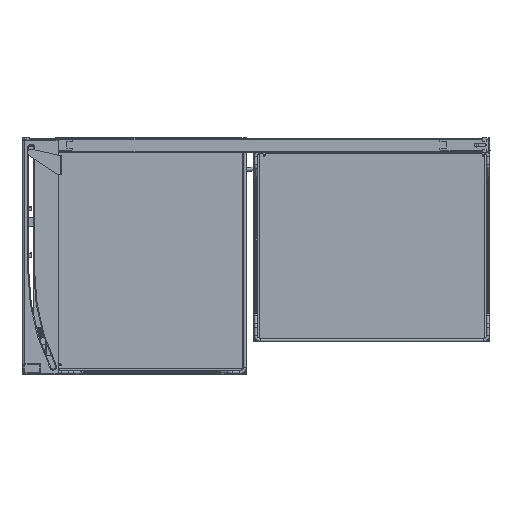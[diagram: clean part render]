
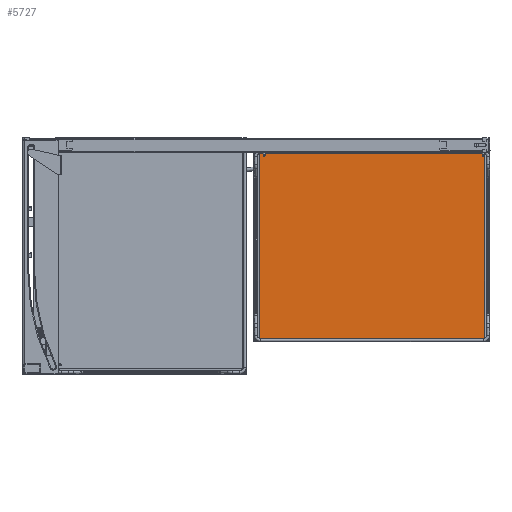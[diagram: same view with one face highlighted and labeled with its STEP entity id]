
A CAD part, top view. The second image highlights one B-rep face of the part: STEP entity #5727.
In plain terms, the highlighted planar face has unit normal (0, 0, 1).
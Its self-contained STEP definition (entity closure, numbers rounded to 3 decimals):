
#5727=ADVANCED_FACE('',(#10699),#10700,.T.);
#10699=FACE_OUTER_BOUND('',#17179,.T.);
#10700=PLANE('',#17180);
#17179=EDGE_LOOP('',(#34462,#34463,#34464,#34465));
#17180=AXIS2_PLACEMENT_3D('',#34466,#34467,#34468);
#34462=ORIENTED_EDGE('',*,*,#41936,.T.);
#34463=ORIENTED_EDGE('',*,*,#41933,.T.);
#34464=ORIENTED_EDGE('',*,*,#41937,.T.);
#34465=ORIENTED_EDGE('',*,*,#41938,.T.);
#34466=CARTESIAN_POINT('',(-1418.5,20.5,126.435));
#34467=DIRECTION('',(0.,0.,1.0));
#34468=DIRECTION('',(0.,1.0,0.));
#41933=EDGE_CURVE('',#51008,#51005,#51009,.T.);
#41936=EDGE_CURVE('',#51013,#51008,#51014,.T.);
#41937=EDGE_CURVE('',#51005,#51015,#51016,.T.);
#41938=EDGE_CURVE('',#51015,#51013,#51017,.T.);
#51005=VERTEX_POINT('',#65585);
#51008=VERTEX_POINT('',#65589);
#51009=LINE('',#65590,#65591);
#51013=VERTEX_POINT('',#65597);
#51014=LINE('',#65598,#65599);
#51015=VERTEX_POINT('',#65600);
#51016=LINE('',#65601,#65602);
#51017=LINE('',#65603,#65604);
#65585=CARTESIAN_POINT('',(-1178.5,214.,126.435));
#65589=CARTESIAN_POINT('',(-1178.5,-173.,126.435));
#65590=CARTESIAN_POINT('',(-1178.5,20.5,126.435));
#65591=VECTOR('',#74839,1.0);
#65597=CARTESIAN_POINT('',(-1658.5,-173.,126.435));
#65598=CARTESIAN_POINT('',(-1418.5,-173.,126.435));
#65599=VECTOR('',#74842,1.0);
#65600=CARTESIAN_POINT('',(-1658.5,214.,126.435));
#65601=CARTESIAN_POINT('',(-1418.5,214.,126.435));
#65602=VECTOR('',#74843,1.0);
#65603=CARTESIAN_POINT('',(-1658.5,20.5,126.435));
#65604=VECTOR('',#74844,1.0);
#74839=DIRECTION('',(0.,1.0,0.));
#74842=DIRECTION('',(1.0,0.,0.));
#74843=DIRECTION('',(-1.0,0.,0.));
#74844=DIRECTION('',(0.,-1.0,0.));
